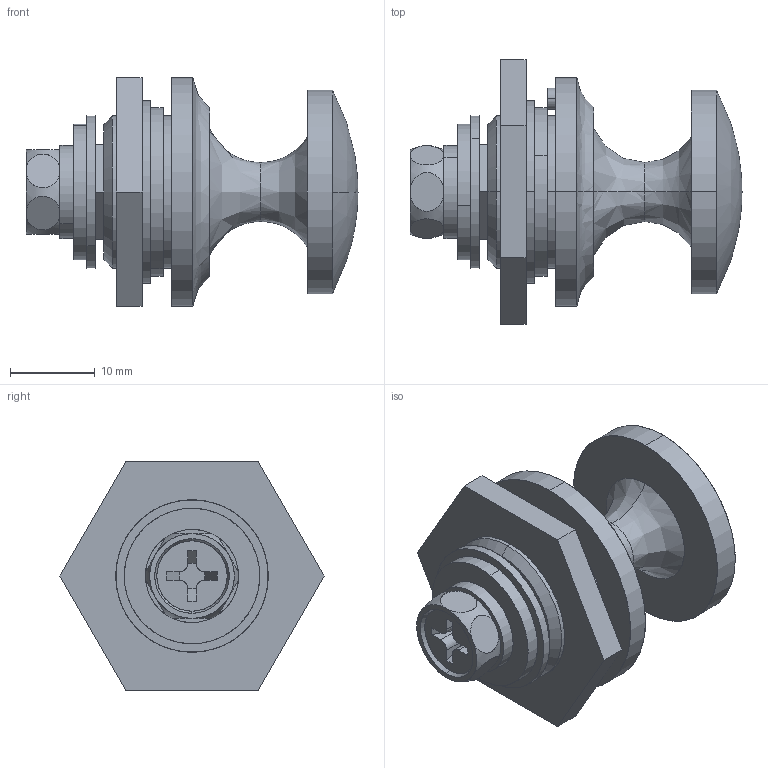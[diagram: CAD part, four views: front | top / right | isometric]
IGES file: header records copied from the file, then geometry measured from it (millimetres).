
Start section: SolidWorks IGES file using analytic representation for surfaces
Global section: file name: A-36.IGS,15; native system: HSolidWorks 2011; preprocessor: SolidWorks 2011; author: 1337yo; date: 120919.165505; units: millimetre
Bounding box: 39.2 x 31.18 x 27 mm (x, y, z)
Surface area: 7860.5 mm2 (no closed solid volume)
Topology: 0 solids, 0 shells, 122 faces, 2212 edges, 2209 vertices
Faces by surface type: bspline 70, revolution 52
